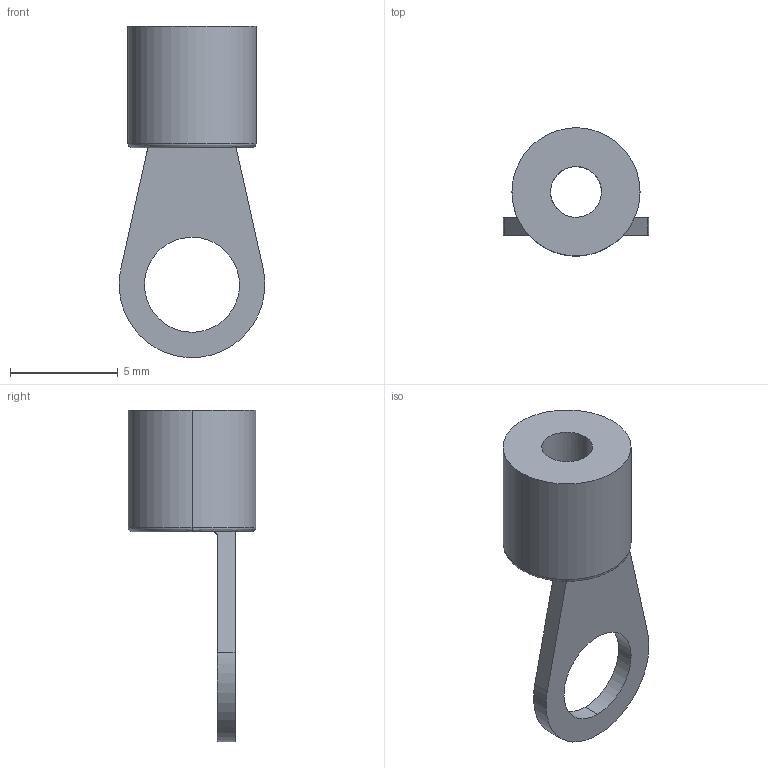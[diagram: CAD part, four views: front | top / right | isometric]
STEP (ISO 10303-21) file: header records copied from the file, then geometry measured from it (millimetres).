
FILE_DESCRIPTION(('FreeCAD Model'),'2;1');
FILE_NAME('Open CASCADE Shape Model','2025-05-07T16:48:05',('FreeCAD'),( 'FreeCAD'),'Open CASCADE STEP processor 7.6','FreeCAD','Unknown');
FILE_SCHEMA(('AUTOMOTIVE_DESIGN { 1 0 10303 214 1 1 1 1 }'));
Length unit declared in the file: millimetre
Products named in the file (1): Open CASCADE STEP translator 7.6 1
Bounding box: 6.75 x 5.93 x 15.37 mm (x, y, z)
Volume: 162.9 mm3; surface area: 294.3 mm2
Topology: 1 solids, 1 shells, 27 faces, 69 edges, 43 vertices
Faces by surface type: bspline 27
Entity records: 1273 total; most frequent: CARTESIAN_POINT 865, ORIENTED_EDGE 138, EDGE_CURVE 69, VERTEX_POINT 43, B_SPLINE_CURVE_WITH_KNOTS 41, FACE_BOUND 30, EDGE_LOOP 30, ADVANCED_FACE 27
